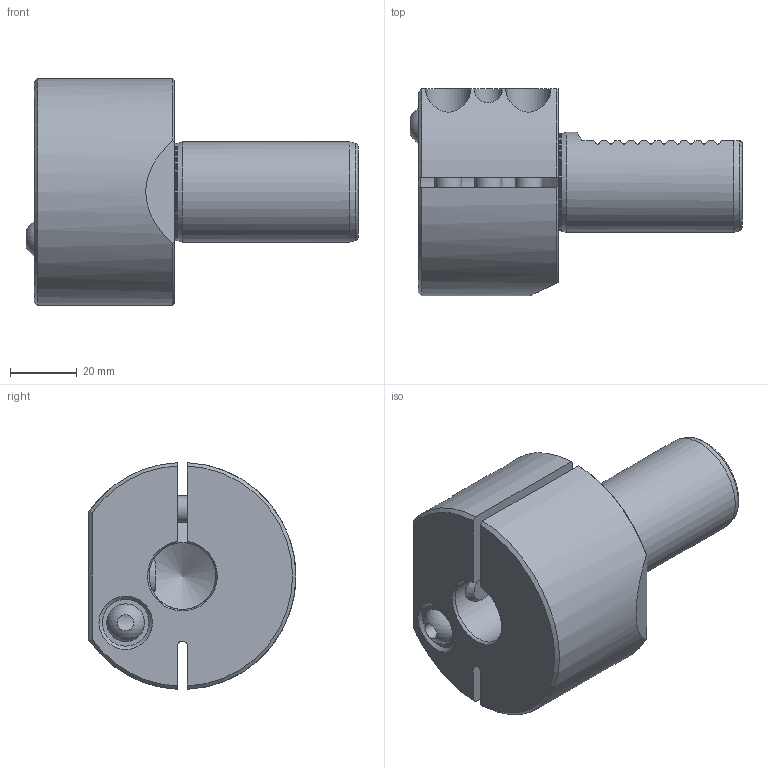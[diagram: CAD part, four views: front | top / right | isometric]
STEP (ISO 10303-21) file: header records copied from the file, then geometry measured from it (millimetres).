
FILE_DESCRIPTION(/* description */ (''),/* implementation_level */ '2;1');
FILE_NAME(/* name */ '30_20_230.stp',/* time_stamp */ '2021-10-06T11:19:40+02:00',/* author */ ('cad'),/* organization */ (''),/* preprocessor_version */ 'ST-DEVELOPER v18.1',/* originating_system */ 'Autodesk Inventor 2021',/* authorisation */ '');
FILE_SCHEMA (('AUTOMOTIVE_DESIGN { 1 0 10303 214 3 1 1 }'));
Length unit declared in the file: inch
Products named in the file (1): 30_20_230_Shrinkwrap_1
Bounding box: 99.47 x 62.26 x 67.93 mm (x, y, z)
Volume: 142631.7 mm3; surface area: 34994.7 mm2
Topology: 1 solids, 1 shells, 190 faces, 545 edges, 374 vertices
Faces by surface type: plane 95, cylinder 52, cone 33, torus 6, sphere 4
Full cylindrical faces by diameter (mm): 3.15 x1, 4.917 x1, 7.7 x2, 7.95 x2, 8 x6, 8.5 x3, 9 x1, 10.106 x2, 13 x2, 13.5 x2, 14 x2, 20 x1, 20.3 x1, 29.1 x1, 30 x1
Entity records: 7135 total; most frequent: CARTESIAN_POINT 1905, ORIENTED_EDGE 1074, DIRECTION 1032, EDGE_CURVE 537, AXIS2_PLACEMENT_3D 410, VERTEX_POINT 374, EDGE_LOOP 225, LINE 212
